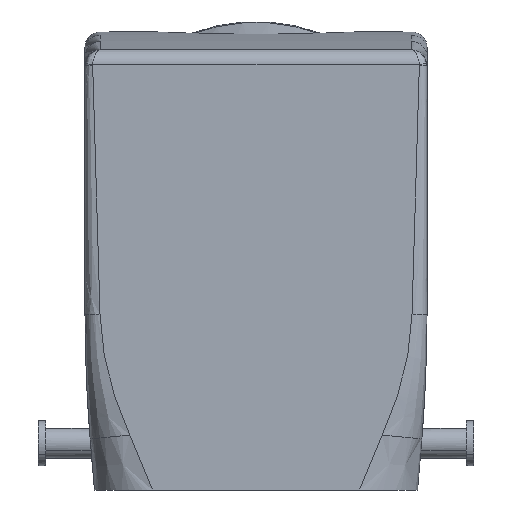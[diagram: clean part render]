
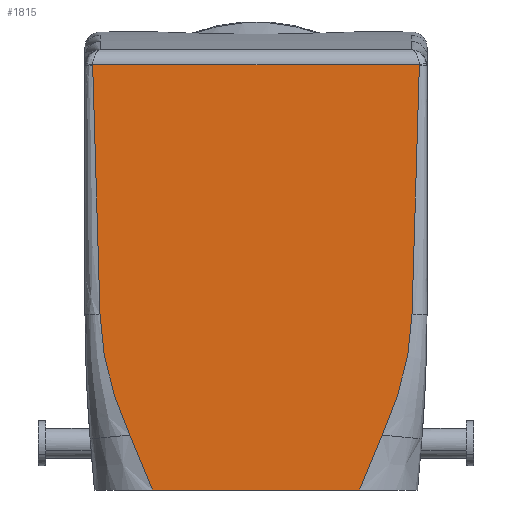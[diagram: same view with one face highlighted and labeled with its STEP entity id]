
A CAD part, front view. The second image highlights one B-rep face of the part: STEP entity #1815.
In plain terms, the highlighted planar face has unit normal (0, -1, 0.013).
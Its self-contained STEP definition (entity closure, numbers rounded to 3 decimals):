
#1706=AXIS2_PLACEMENT_3D('Plane Axis2P3D',#1703,#1704,#1705) ;
#414=CARTESIAN_POINT('Vertex',(15.227,0.,0.)) ;
#483=CARTESIAN_POINT('Vertex',(42.773,0.,0.)) ;
#486=CARTESIAN_POINT('Line Origine',(29.,0.,0.)) ;
#1005=CARTESIAN_POINT('Control Point',(12.233,0.095,7.286)) ;
#1006=CARTESIAN_POINT('Control Point',(12.539,0.086,6.56)) ;
#1007=CARTESIAN_POINT('Control Point',(12.847,0.076,5.834)) ;
#1008=CARTESIAN_POINT('Control Point',(13.155,0.067,5.106)) ;
#1009=CARTESIAN_POINT('Control Point',(13.764,0.048,3.649)) ;
#1010=CARTESIAN_POINT('Control Point',(14.359,0.029,2.191)) ;
#1011=CARTESIAN_POINT('Control Point',(14.651,0.019,1.462)) ;
#1012=CARTESIAN_POINT('Control Point',(14.94,0.01,0.731)) ;
#1013=CARTESIAN_POINT('Control Point',(15.227,0.,0.)) ;
#1014=CARTESIAN_POINT('Vertex',(12.233,0.095,7.286)) ;
#1682=CARTESIAN_POINT('Vertex',(45.767,0.095,7.286)) ;
#1686=CARTESIAN_POINT('Control Point',(45.767,0.095,7.286)) ;
#1687=CARTESIAN_POINT('Control Point',(45.461,0.086,6.56)) ;
#1688=CARTESIAN_POINT('Control Point',(45.153,0.076,5.834)) ;
#1689=CARTESIAN_POINT('Control Point',(44.845,0.067,5.106)) ;
#1690=CARTESIAN_POINT('Control Point',(44.236,0.048,3.649)) ;
#1691=CARTESIAN_POINT('Control Point',(43.641,0.029,2.191)) ;
#1692=CARTESIAN_POINT('Control Point',(43.349,0.019,1.462)) ;
#1693=CARTESIAN_POINT('Control Point',(43.06,0.01,0.731)) ;
#1694=CARTESIAN_POINT('Control Point',(42.773,0.,0.)) ;
#1703=CARTESIAN_POINT('Axis2P3D Location',(29.,1.046,79.915)) ;
#1709=CARTESIAN_POINT('Control Point',(7.271,0.739,56.465)) ;
#1710=CARTESIAN_POINT('Control Point',(7.278,0.731,55.81)) ;
#1711=CARTESIAN_POINT('Control Point',(7.287,0.722,55.157)) ;
#1712=CARTESIAN_POINT('Control Point',(7.296,0.714,54.505)) ;
#1713=CARTESIAN_POINT('Control Point',(7.315,0.696,53.167)) ;
#1714=CARTESIAN_POINT('Control Point',(7.338,0.678,51.822)) ;
#1715=CARTESIAN_POINT('Control Point',(7.347,0.671,51.29)) ;
#1716=CARTESIAN_POINT('Control Point',(7.432,0.612,46.721)) ;
#1717=CARTESIAN_POINT('Control Point',(7.549,0.552,42.152)) ;
#1718=CARTESIAN_POINT('Control Point',(7.668,0.501,38.275)) ;
#1719=CARTESIAN_POINT('Control Point',(7.839,0.432,32.966)) ;
#1720=CARTESIAN_POINT('Control Point',(8.05,0.362,27.659)) ;
#1721=CARTESIAN_POINT('Control Point',(8.11,0.343,26.227)) ;
#1722=CARTESIAN_POINT('Control Point',(8.176,0.325,24.796)) ;
#1723=CARTESIAN_POINT('Control Point',(8.249,0.306,23.365)) ;
#1724=CARTESIAN_POINT('Vertex',(8.249,0.306,23.365)) ;
#1726=CARTESIAN_POINT('Vertex',(7.271,0.739,56.465)) ;
#1730=CARTESIAN_POINT('Control Point',(8.249,0.306,23.365)) ;
#1731=CARTESIAN_POINT('Control Point',(8.31,0.29,22.165)) ;
#1732=CARTESIAN_POINT('Control Point',(8.387,0.274,20.967)) ;
#1733=CARTESIAN_POINT('Control Point',(8.502,0.259,19.785)) ;
#1734=CARTESIAN_POINT('Control Point',(8.839,0.228,17.423)) ;
#1735=CARTESIAN_POINT('Control Point',(9.385,0.198,15.096)) ;
#1736=CARTESIAN_POINT('Control Point',(9.707,0.183,13.954)) ;
#1737=CARTESIAN_POINT('Control Point',(10.364,0.156,11.919)) ;
#1738=CARTESIAN_POINT('Control Point',(11.13,0.13,9.921)) ;
#1739=CARTESIAN_POINT('Control Point',(11.488,0.118,9.038)) ;
#1740=CARTESIAN_POINT('Control Point',(11.857,0.107,8.16)) ;
#1741=CARTESIAN_POINT('Control Point',(12.233,0.095,7.286)) ;
#1744=CARTESIAN_POINT('Control Point',(49.751,0.306,23.365)) ;
#1745=CARTESIAN_POINT('Control Point',(49.69,0.29,22.165)) ;
#1746=CARTESIAN_POINT('Control Point',(49.613,0.274,20.967)) ;
#1747=CARTESIAN_POINT('Control Point',(49.498,0.259,19.785)) ;
#1748=CARTESIAN_POINT('Control Point',(49.161,0.228,17.423)) ;
#1749=CARTESIAN_POINT('Control Point',(48.615,0.198,15.096)) ;
#1750=CARTESIAN_POINT('Control Point',(48.293,0.183,13.954)) ;
#1751=CARTESIAN_POINT('Control Point',(47.636,0.156,11.919)) ;
#1752=CARTESIAN_POINT('Control Point',(46.87,0.13,9.921)) ;
#1753=CARTESIAN_POINT('Control Point',(46.512,0.118,9.038)) ;
#1754=CARTESIAN_POINT('Control Point',(46.143,0.107,8.16)) ;
#1755=CARTESIAN_POINT('Control Point',(45.767,0.095,7.286)) ;
#1756=CARTESIAN_POINT('Vertex',(49.751,0.306,23.365)) ;
#1760=CARTESIAN_POINT('Control Point',(50.729,0.739,56.465)) ;
#1761=CARTESIAN_POINT('Control Point',(50.722,0.731,55.81)) ;
#1762=CARTESIAN_POINT('Control Point',(50.713,0.722,55.157)) ;
#1763=CARTESIAN_POINT('Control Point',(50.704,0.714,54.505)) ;
#1764=CARTESIAN_POINT('Control Point',(50.685,0.696,53.167)) ;
#1765=CARTESIAN_POINT('Control Point',(50.662,0.678,51.822)) ;
#1766=CARTESIAN_POINT('Control Point',(50.653,0.671,51.29)) ;
#1767=CARTESIAN_POINT('Control Point',(50.568,0.612,46.721)) ;
#1768=CARTESIAN_POINT('Control Point',(50.451,0.552,42.152)) ;
#1769=CARTESIAN_POINT('Control Point',(50.332,0.501,38.275)) ;
#1770=CARTESIAN_POINT('Control Point',(50.161,0.432,32.966)) ;
#1771=CARTESIAN_POINT('Control Point',(49.95,0.362,27.659)) ;
#1772=CARTESIAN_POINT('Control Point',(49.89,0.343,26.227)) ;
#1773=CARTESIAN_POINT('Control Point',(49.824,0.325,24.796)) ;
#1774=CARTESIAN_POINT('Control Point',(49.751,0.306,23.365)) ;
#1775=CARTESIAN_POINT('Vertex',(50.729,0.739,56.465)) ;
#1779=CARTESIAN_POINT('Control Point',(50.72,0.741,56.605)) ;
#1780=CARTESIAN_POINT('Control Point',(50.724,0.741,56.577)) ;
#1781=CARTESIAN_POINT('Control Point',(50.727,0.74,56.549)) ;
#1782=CARTESIAN_POINT('Control Point',(50.729,0.74,56.521)) ;
#1783=CARTESIAN_POINT('Control Point',(50.729,0.74,56.493)) ;
#1784=CARTESIAN_POINT('Control Point',(50.729,0.739,56.465)) ;
#1785=CARTESIAN_POINT('Vertex',(50.72,0.741,56.605)) ;
#1788=CARTESIAN_POINT('Line Origine',(29.,0.741,56.605)) ;
#1792=CARTESIAN_POINT('Vertex',(7.28,0.741,56.605)) ;
#1796=CARTESIAN_POINT('Control Point',(7.28,0.741,56.605)) ;
#1797=CARTESIAN_POINT('Control Point',(7.276,0.741,56.577)) ;
#1798=CARTESIAN_POINT('Control Point',(7.273,0.74,56.549)) ;
#1799=CARTESIAN_POINT('Control Point',(7.271,0.74,56.521)) ;
#1800=CARTESIAN_POINT('Control Point',(7.271,0.74,56.493)) ;
#1801=CARTESIAN_POINT('Control Point',(7.271,0.739,56.465)) ;
#487=DIRECTION('Vector Direction',(-1.,0.,0.)) ;
#1704=DIRECTION('Axis2P3D Direction',(0.,-1.,0.013)) ;
#1705=DIRECTION('Axis2P3D XDirection',(-1.,0.,0.)) ;
#1789=DIRECTION('Vector Direction',(-1.,0.,0.)) ;
#488=VECTOR('Line Direction',#487,1.) ;
#1790=VECTOR('Line Direction',#1789,1.) ;
#1804=ORIENTED_EDGE('',*,*,#1728,.F.) ;
#1805=ORIENTED_EDGE('',*,*,#1742,.F.) ;
#1806=ORIENTED_EDGE('',*,*,#1016,.F.) ;
#1807=ORIENTED_EDGE('',*,*,#490,.T.) ;
#1808=ORIENTED_EDGE('',*,*,#1695,.T.) ;
#1809=ORIENTED_EDGE('',*,*,#1758,.T.) ;
#1810=ORIENTED_EDGE('',*,*,#1777,.T.) ;
#1811=ORIENTED_EDGE('',*,*,#1787,.T.) ;
#1812=ORIENTED_EDGE('',*,*,#1794,.F.) ;
#1813=ORIENTED_EDGE('',*,*,#1802,.F.) ;
#1815=ADVANCED_FACE('Hood',(#1814),#1707,.T.) ;
#1004=B_SPLINE_CURVE_WITH_KNOTS('',5,(#1005,#1006,#1007,#1008,#1009,#1010,#1011,#1012,#1013),.UNSPECIFIED.,.F.,.U.,(6,3,6),(110.431,114.292,118.152),.UNSPECIFIED.) ;
#1685=B_SPLINE_CURVE_WITH_KNOTS('',5,(#1686,#1687,#1688,#1689,#1690,#1691,#1692,#1693,#1694),.UNSPECIFIED.,.F.,.U.,(6,3,6),(110.431,114.292,118.152),.UNSPECIFIED.) ;
#1708=B_SPLINE_CURVE_WITH_KNOTS('',5,(#1709,#1710,#1711,#1712,#1713,#1714,#1715,#1716,#1717,#1718,#1719,#1720,#1721,#1722,#1723),.UNSPECIFIED.,.F.,.U.,(6,3,3,3,6),(0.,4.661,9.548,36.943,47.063),.UNSPECIFIED.) ;
#1729=B_SPLINE_CURVE_WITH_KNOTS('',5,(#1730,#1731,#1732,#1733,#1734,#1735,#1736,#1737,#1738,#1739,#1740,#1741),.UNSPECIFIED.,.F.,.U.,(6,3,3,6),(0.,8.511,16.891,23.611),.UNSPECIFIED.) ;
#1743=B_SPLINE_CURVE_WITH_KNOTS('',5,(#1744,#1745,#1746,#1747,#1748,#1749,#1750,#1751,#1752,#1753,#1754,#1755),.UNSPECIFIED.,.F.,.U.,(6,3,3,6),(0.,8.511,16.891,23.611),.UNSPECIFIED.) ;
#1759=B_SPLINE_CURVE_WITH_KNOTS('',5,(#1760,#1761,#1762,#1763,#1764,#1765,#1766,#1767,#1768,#1769,#1770,#1771,#1772,#1773,#1774),.UNSPECIFIED.,.F.,.U.,(6,3,3,3,6),(0.,4.661,9.548,36.943,47.063),.UNSPECIFIED.) ;
#1778=B_SPLINE_CURVE_WITH_KNOTS('',5,(#1779,#1780,#1781,#1782,#1783,#1784),.UNSPECIFIED.,.F.,.U.,(6,6),(0.,0.199),.UNSPECIFIED.) ;
#1795=B_SPLINE_CURVE_WITH_KNOTS('',5,(#1796,#1797,#1798,#1799,#1800,#1801),.UNSPECIFIED.,.F.,.U.,(6,6),(0.,0.199),.UNSPECIFIED.) ;
#490=EDGE_CURVE('',#415,#484,#489,.F.) ;
#1016=EDGE_CURVE('',#415,#1015,#1004,.F.) ;
#1695=EDGE_CURVE('',#484,#1683,#1685,.F.) ;
#1728=EDGE_CURVE('',#1725,#1727,#1708,.F.) ;
#1742=EDGE_CURVE('',#1015,#1725,#1729,.F.) ;
#1758=EDGE_CURVE('',#1683,#1757,#1743,.F.) ;
#1777=EDGE_CURVE('',#1757,#1776,#1759,.F.) ;
#1787=EDGE_CURVE('',#1776,#1786,#1778,.F.) ;
#1794=EDGE_CURVE('',#1793,#1786,#1791,.F.) ;
#1802=EDGE_CURVE('',#1727,#1793,#1795,.F.) ;
#1803=EDGE_LOOP('',(#1804,#1805,#1806,#1807,#1808,#1809,#1810,#1811,#1812,#1813)) ;
#1814=FACE_OUTER_BOUND('',#1803,.T.) ;
#489=LINE('Line',#486,#488) ;
#1791=LINE('Line',#1788,#1790) ;
#1707=PLANE('',#1706) ;
#415=VERTEX_POINT('',#414) ;
#484=VERTEX_POINT('',#483) ;
#1015=VERTEX_POINT('',#1014) ;
#1683=VERTEX_POINT('',#1682) ;
#1725=VERTEX_POINT('',#1724) ;
#1727=VERTEX_POINT('',#1726) ;
#1757=VERTEX_POINT('',#1756) ;
#1776=VERTEX_POINT('',#1775) ;
#1786=VERTEX_POINT('',#1785) ;
#1793=VERTEX_POINT('',#1792) ;
